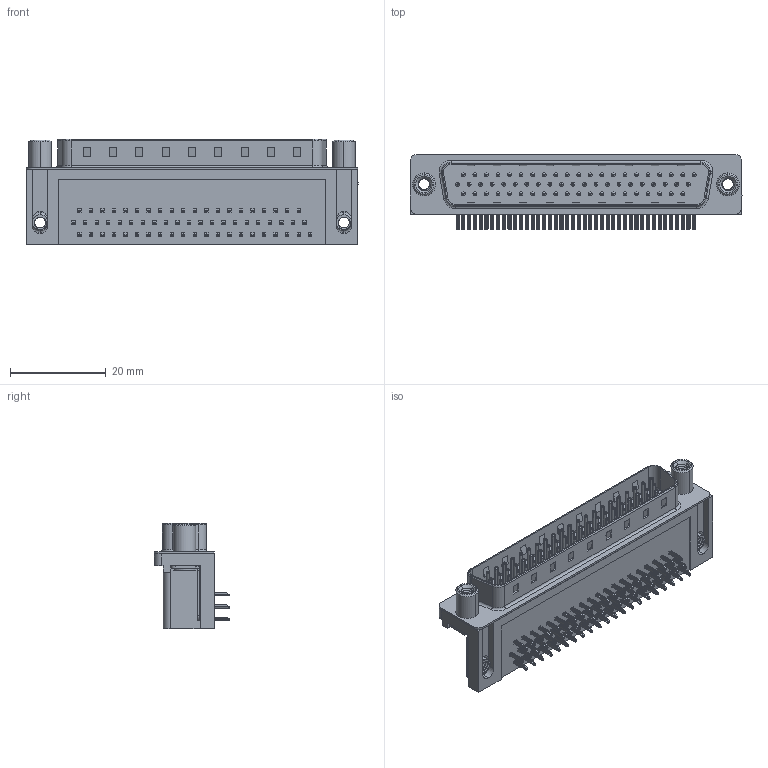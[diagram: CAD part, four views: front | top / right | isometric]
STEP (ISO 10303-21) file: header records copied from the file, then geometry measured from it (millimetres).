
FILE_DESCRIPTION (( 'STEP AP203' ), '1' );
FILE_NAME ('633-062-663-050.STEP', '2018-11-09T04:34:03', ( '' ), ( '' ), 'SwSTEP 2.0', 'SolidWorks 2016', '' );
FILE_SCHEMA (( 'CONFIG_CONTROL_DESIGN' ));
Length unit declared in the file: millimetre
Products named in the file (8): 633 Contact Middle; 633 Contact Top; 633 4-40 Threaded Board Mount; 633 Round Threaded Standoff; 633-062-663-050; 633 Housing_62 Contact; 633 Shell_62 Contact; 633 Contact Bottom
Assembly tree (68 placements, depth 2):
  633-062-663-050
    633 Housing_62 Contact
    633 Shell_62 Contact
    633 Contact Bottom  x20
    633 Contact Middle  x21
    633 Contact Top  x21
    633 4-40 Threaded Board Mount  x2
    633 Round Threaded Standoff  x2
Bounding box: 69.4 x 15.73 x 22.1 mm (x, y, z)
Volume: 11156.8 mm3; surface area: 13684.2 mm2
Topology: 68 solids, 68 shells, 5100 faces, 12566 edges, 7733 vertices
Faces by surface type: plane 3205, cylinder 1462, torus 399, bspline 22, cone 12
Entity records: 37200 total; most frequent: CARTESIAN_POINT 8868, DIRECTION 5419, ORIENTED_EDGE 5216, EDGE_CURVE 2608, VECTOR 1865, LINE 1865, AXIS2_PLACEMENT_3D 1777, VERTEX_POINT 1687
